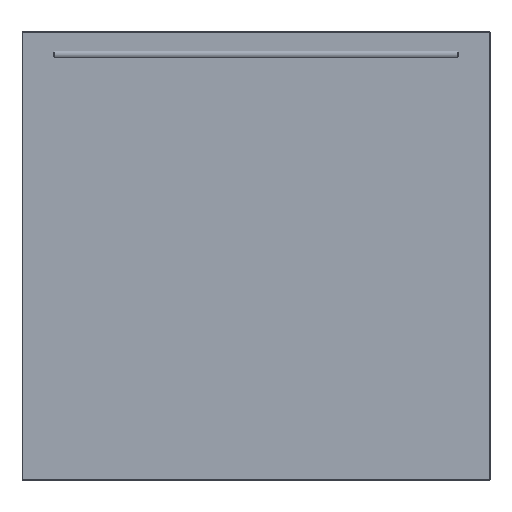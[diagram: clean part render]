
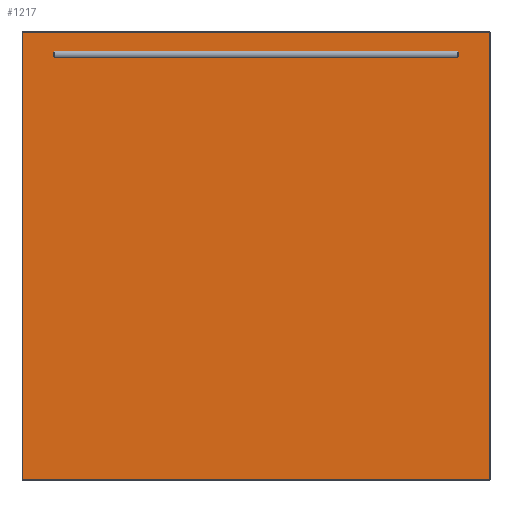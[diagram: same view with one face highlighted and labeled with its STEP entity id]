
A CAD part, front view. The second image highlights one B-rep face of the part: STEP entity #1217.
In plain terms, the highlighted planar face has unit normal (0, -1, 0).
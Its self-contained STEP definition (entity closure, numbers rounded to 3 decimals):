
#16=FACE_BOUND('',#413,.T.);
#17=B_SPLINE_CURVE_WITH_KNOTS('',3,(#2022,#2023,#2024,#2025),
 .UNSPECIFIED.,.F.,.F.,(4,4),(-0.011,-0.01),
 .UNSPECIFIED.);
#18=B_SPLINE_CURVE_WITH_KNOTS('',3,(#2027,#2028,#2029,#2030),
 .UNSPECIFIED.,.F.,.F.,(4,4),(-0.01,0.),.UNSPECIFIED.);
#20=B_SPLINE_CURVE_WITH_KNOTS('',3,(#2042,#2043,#2044,#2045,#2046,#2047),
 .UNSPECIFIED.,.F.,.F.,(4,1,1,4),(-0.043,-0.018,
-0.012,-0.011),.UNSPECIFIED.);
#21=B_SPLINE_CURVE_WITH_KNOTS('',3,(#2080,#2081,#2082,#2083),
 .UNSPECIFIED.,.F.,.F.,(4,4),(-0.033,-0.032),
 .UNSPECIFIED.);
#22=B_SPLINE_CURVE_WITH_KNOTS('',3,(#2085,#2086,#2087,#2088,#2089,#2090),
 .UNSPECIFIED.,.F.,.F.,(4,1,1,4),(-0.032,-0.031,
-0.018,0.),.UNSPECIFIED.);
#24=B_SPLINE_CURVE_WITH_KNOTS('',3,(#2102,#2103,#2104,#2105),
 .UNSPECIFIED.,.F.,.F.,(4,4),(-0.043,-0.033),
 .UNSPECIFIED.);
#25=B_SPLINE_CURVE_WITH_KNOTS('',3,(#2144,#2145,#2146,#2147),
 .UNSPECIFIED.,.F.,.F.,(4,4),(-0.033,-0.032),
 .UNSPECIFIED.);
#26=B_SPLINE_CURVE_WITH_KNOTS('',3,(#2149,#2150,#2151,#2152,#2153,#2154),
 .UNSPECIFIED.,.F.,.F.,(4,1,1,4),(-0.032,-0.031,
-0.018,0.),.UNSPECIFIED.);
#28=B_SPLINE_CURVE_WITH_KNOTS('',3,(#2166,#2167,#2168,#2169),
 .UNSPECIFIED.,.F.,.F.,(4,4),(-0.043,-0.033),
 .UNSPECIFIED.);
#29=B_SPLINE_CURVE_WITH_KNOTS('',3,(#2205,#2206,#2207,#2208),
 .UNSPECIFIED.,.F.,.F.,(4,4),(-0.011,-0.01),
 .UNSPECIFIED.);
#30=B_SPLINE_CURVE_WITH_KNOTS('',3,(#2210,#2211,#2212,#2213),
 .UNSPECIFIED.,.F.,.F.,(4,4),(-0.01,0.),.UNSPECIFIED.);
#32=B_SPLINE_CURVE_WITH_KNOTS('',3,(#2225,#2226,#2227,#2228,#2229,#2230),
 .UNSPECIFIED.,.F.,.F.,(4,1,1,4),(-0.043,-0.018,
-0.012,-0.011),.UNSPECIFIED.);
#52=PLANE('',#1403);
#95=LINE('',#2107,#169);
#97=LINE('',#2171,#171);
#99=LINE('',#2232,#173);
#101=LINE('',#2238,#175);
#113=LINE('',#2315,#187);
#115=LINE('',#2318,#189);
#121=LINE('',#2327,#195);
#123=LINE('',#2330,#197);
#169=VECTOR('',#1642,10.);
#171=VECTOR('',#1656,10.);
#173=VECTOR('',#1664,10.);
#175=VECTOR('',#1674,10.);
#187=VECTOR('',#1768,10.);
#189=VECTOR('',#1772,10.);
#195=VECTOR('',#1784,10.);
#197=VECTOR('',#1788,10.);
#329=FACE_OUTER_BOUND('',#412,.T.);
#412=EDGE_LOOP('',(#1101,#1102,#1103,#1104));
#413=EDGE_LOOP('',(#1105,#1106,#1107,#1108,#1109,#1110,#1111,#1112,#1113,
#1114,#1115,#1116,#1117,#1118,#1119,#1120));
#548=VERTEX_POINT('',#2020);
#549=VERTEX_POINT('',#2021);
#550=VERTEX_POINT('',#2026);
#553=VERTEX_POINT('',#2040);
#554=VERTEX_POINT('',#2078);
#555=VERTEX_POINT('',#2079);
#556=VERTEX_POINT('',#2084);
#559=VERTEX_POINT('',#2100);
#560=VERTEX_POINT('',#2142);
#561=VERTEX_POINT('',#2143);
#562=VERTEX_POINT('',#2148);
#565=VERTEX_POINT('',#2164);
#566=VERTEX_POINT('',#2203);
#567=VERTEX_POINT('',#2204);
#568=VERTEX_POINT('',#2209);
#571=VERTEX_POINT('',#2223);
#573=VERTEX_POINT('',#2245);
#579=VERTEX_POINT('',#2259);
#582=VERTEX_POINT('',#2266);
#591=VERTEX_POINT('',#2293);
#687=EDGE_CURVE('',#548,#549,#17,.T.);
#688=EDGE_CURVE('',#549,#550,#18,.T.);
#692=EDGE_CURVE('',#553,#548,#20,.T.);
#693=EDGE_CURVE('',#554,#555,#21,.T.);
#694=EDGE_CURVE('',#555,#556,#22,.T.);
#698=EDGE_CURVE('',#559,#554,#24,.T.);
#699=EDGE_CURVE('',#556,#553,#95,.T.);
#703=EDGE_CURVE('',#560,#561,#25,.T.);
#704=EDGE_CURVE('',#561,#562,#26,.T.);
#708=EDGE_CURVE('',#565,#560,#28,.T.);
#709=EDGE_CURVE('',#550,#565,#97,.T.);
#711=EDGE_CURVE('',#566,#567,#29,.T.);
#712=EDGE_CURVE('',#567,#568,#30,.T.);
#716=EDGE_CURVE('',#571,#566,#32,.T.);
#717=EDGE_CURVE('',#568,#559,#99,.T.);
#721=EDGE_CURVE('',#562,#571,#101,.T.);
#757=EDGE_CURVE('',#579,#591,#113,.T.);
#759=EDGE_CURVE('',#591,#582,#115,.T.);
#765=EDGE_CURVE('',#582,#573,#121,.T.);
#767=EDGE_CURVE('',#573,#579,#123,.T.);
#1101=ORIENTED_EDGE('',*,*,#757,.F.);
#1102=ORIENTED_EDGE('',*,*,#767,.F.);
#1103=ORIENTED_EDGE('',*,*,#765,.F.);
#1104=ORIENTED_EDGE('',*,*,#759,.F.);
#1105=ORIENTED_EDGE('',*,*,#688,.F.);
#1106=ORIENTED_EDGE('',*,*,#687,.F.);
#1107=ORIENTED_EDGE('',*,*,#692,.F.);
#1108=ORIENTED_EDGE('',*,*,#699,.F.);
#1109=ORIENTED_EDGE('',*,*,#694,.F.);
#1110=ORIENTED_EDGE('',*,*,#693,.F.);
#1111=ORIENTED_EDGE('',*,*,#698,.F.);
#1112=ORIENTED_EDGE('',*,*,#717,.F.);
#1113=ORIENTED_EDGE('',*,*,#712,.F.);
#1114=ORIENTED_EDGE('',*,*,#711,.F.);
#1115=ORIENTED_EDGE('',*,*,#716,.F.);
#1116=ORIENTED_EDGE('',*,*,#721,.F.);
#1117=ORIENTED_EDGE('',*,*,#704,.F.);
#1118=ORIENTED_EDGE('',*,*,#703,.F.);
#1119=ORIENTED_EDGE('',*,*,#708,.F.);
#1120=ORIENTED_EDGE('',*,*,#709,.F.);
#1217=ADVANCED_FACE('',(#329,#16),#52,.T.);
#1403=AXIS2_PLACEMENT_3D('',#2340,#1804,#1805);
#1642=DIRECTION('',(0.,0.,-1.));
#1656=DIRECTION('',(1.,0.,0.));
#1664=DIRECTION('',(-1.,0.,0.));
#1674=DIRECTION('',(0.,0.,1.));
#1768=DIRECTION('',(-1.,0.,0.));
#1772=DIRECTION('',(0.,0.,1.));
#1784=DIRECTION('',(1.,0.,0.));
#1788=DIRECTION('',(0.,0.,-1.));
#1804=DIRECTION('center_axis',(0.,-1.,0.));
#1805=DIRECTION('ref_axis',(0.,0.,-1.));
#2020=CARTESIAN_POINT('',(-90.,-2.,88.682));
#2021=CARTESIAN_POINT('',(-89.995,-2.,88.677));
#2022=CARTESIAN_POINT('Ctrl Pts',(-90.,-2.,88.682));
#2023=CARTESIAN_POINT('Ctrl Pts',(-89.998,-2.,88.68));
#2024=CARTESIAN_POINT('Ctrl Pts',(-89.996,-2.,88.679));
#2025=CARTESIAN_POINT('Ctrl Pts',(-89.994,-2.,88.677));
#2026=CARTESIAN_POINT('',(-89.9,-2.,88.64));
#2027=CARTESIAN_POINT('Ctrl Pts',(-89.994,-2.,88.677));
#2028=CARTESIAN_POINT('Ctrl Pts',(-89.968,-2.,88.655));
#2029=CARTESIAN_POINT('Ctrl Pts',(-89.935,-2.,88.64));
#2030=CARTESIAN_POINT('Ctrl Pts',(-89.9,-2.,88.64));
#2040=CARTESIAN_POINT('',(-90.1,-2.,88.975));
#2042=CARTESIAN_POINT('Ctrl Pts',(-90.1,-2.,88.975));
#2043=CARTESIAN_POINT('Ctrl Pts',(-90.1,-2.,88.893));
#2044=CARTESIAN_POINT('Ctrl Pts',(-90.083,-2.,88.788));
#2045=CARTESIAN_POINT('Ctrl Pts',(-90.02,-2.,88.701));
#2046=CARTESIAN_POINT('Ctrl Pts',(-90.003,-2.,88.684));
#2047=CARTESIAN_POINT('Ctrl Pts',(-90.,-2.,88.682));
#2078=CARTESIAN_POINT('',(-89.995,-2.,91.323));
#2079=CARTESIAN_POINT('',(-90.,-2.,91.318));
#2080=CARTESIAN_POINT('Ctrl Pts',(-89.994,-2.,91.322));
#2081=CARTESIAN_POINT('Ctrl Pts',(-89.996,-2.,91.321));
#2082=CARTESIAN_POINT('Ctrl Pts',(-89.998,-2.,91.32));
#2083=CARTESIAN_POINT('Ctrl Pts',(-89.999,-2.,91.318));
#2084=CARTESIAN_POINT('',(-90.1,-2.,91.025));
#2085=CARTESIAN_POINT('Ctrl Pts',(-89.999,-2.,91.318));
#2086=CARTESIAN_POINT('Ctrl Pts',(-90.002,-2.,91.315));
#2087=CARTESIAN_POINT('Ctrl Pts',(-90.035,-2.,91.284));
#2088=CARTESIAN_POINT('Ctrl Pts',(-90.086,-2.,91.188));
#2089=CARTESIAN_POINT('Ctrl Pts',(-90.1,-2.,91.086));
#2090=CARTESIAN_POINT('Ctrl Pts',(-90.1,-2.,91.025));
#2100=CARTESIAN_POINT('',(-89.9,-2.,91.36));
#2102=CARTESIAN_POINT('Ctrl Pts',(-89.9,-2.,91.36));
#2103=CARTESIAN_POINT('Ctrl Pts',(-89.935,-2.,91.36));
#2104=CARTESIAN_POINT('Ctrl Pts',(-89.967,-2.,91.345));
#2105=CARTESIAN_POINT('Ctrl Pts',(-89.994,-2.,91.322));
#2107=CARTESIAN_POINT('',(-90.1,-2.,45.));
#2142=CARTESIAN_POINT('',(89.995,-2.,88.677));
#2143=CARTESIAN_POINT('',(90.,-2.,88.682));
#2144=CARTESIAN_POINT('Ctrl Pts',(89.994,-2.,88.678));
#2145=CARTESIAN_POINT('Ctrl Pts',(89.996,-2.,88.679));
#2146=CARTESIAN_POINT('Ctrl Pts',(89.998,-2.,88.68));
#2147=CARTESIAN_POINT('Ctrl Pts',(89.999,-2.,88.682));
#2148=CARTESIAN_POINT('',(90.1,-2.,88.975));
#2149=CARTESIAN_POINT('Ctrl Pts',(89.999,-2.,88.682));
#2150=CARTESIAN_POINT('Ctrl Pts',(90.002,-2.,88.685));
#2151=CARTESIAN_POINT('Ctrl Pts',(90.035,-2.,88.716));
#2152=CARTESIAN_POINT('Ctrl Pts',(90.086,-2.,88.812));
#2153=CARTESIAN_POINT('Ctrl Pts',(90.1,-2.,88.914));
#2154=CARTESIAN_POINT('Ctrl Pts',(90.1,-2.,88.975));
#2164=CARTESIAN_POINT('',(89.9,-2.,88.64));
#2166=CARTESIAN_POINT('Ctrl Pts',(89.9,-2.,88.64));
#2167=CARTESIAN_POINT('Ctrl Pts',(89.935,-2.,88.64));
#2168=CARTESIAN_POINT('Ctrl Pts',(89.967,-2.,88.655));
#2169=CARTESIAN_POINT('Ctrl Pts',(89.994,-2.,88.678));
#2171=CARTESIAN_POINT('',(0.,-2.,88.64));
#2203=CARTESIAN_POINT('',(90.,-2.,91.318));
#2204=CARTESIAN_POINT('',(89.995,-2.,91.323));
#2205=CARTESIAN_POINT('Ctrl Pts',(90.,-2.,91.318));
#2206=CARTESIAN_POINT('Ctrl Pts',(89.998,-2.,91.32));
#2207=CARTESIAN_POINT('Ctrl Pts',(89.996,-2.,91.321));
#2208=CARTESIAN_POINT('Ctrl Pts',(89.994,-2.,91.323));
#2209=CARTESIAN_POINT('',(89.9,-2.,91.36));
#2210=CARTESIAN_POINT('Ctrl Pts',(89.994,-2.,91.323));
#2211=CARTESIAN_POINT('Ctrl Pts',(89.968,-2.,91.345));
#2212=CARTESIAN_POINT('Ctrl Pts',(89.935,-2.,91.36));
#2213=CARTESIAN_POINT('Ctrl Pts',(89.9,-2.,91.36));
#2223=CARTESIAN_POINT('',(90.1,-2.,91.025));
#2225=CARTESIAN_POINT('Ctrl Pts',(90.1,-2.,91.025));
#2226=CARTESIAN_POINT('Ctrl Pts',(90.1,-2.,91.107));
#2227=CARTESIAN_POINT('Ctrl Pts',(90.083,-2.,91.212));
#2228=CARTESIAN_POINT('Ctrl Pts',(90.02,-2.,91.299));
#2229=CARTESIAN_POINT('Ctrl Pts',(90.003,-2.,91.316));
#2230=CARTESIAN_POINT('Ctrl Pts',(90.,-2.,91.318));
#2232=CARTESIAN_POINT('',(0.,-2.,91.36));
#2238=CARTESIAN_POINT('',(90.1,-2.,45.));
#2245=CARTESIAN_POINT('',(104.154,-2.,99.8));
#2259=CARTESIAN_POINT('',(104.154,-2.,-99.654));
#2266=CARTESIAN_POINT('',(-104.154,-2.,99.8));
#2293=CARTESIAN_POINT('',(-104.154,-2.,-99.654));
#2315=CARTESIAN_POINT('',(-26.125,-2.,-99.654));
#2318=CARTESIAN_POINT('',(-104.154,-2.,25.));
#2327=CARTESIAN_POINT('',(52.25,-2.,99.8));
#2330=CARTESIAN_POINT('',(104.154,-2.,-25.));
#2340=CARTESIAN_POINT('Origin',(0.,-2.,0.));
